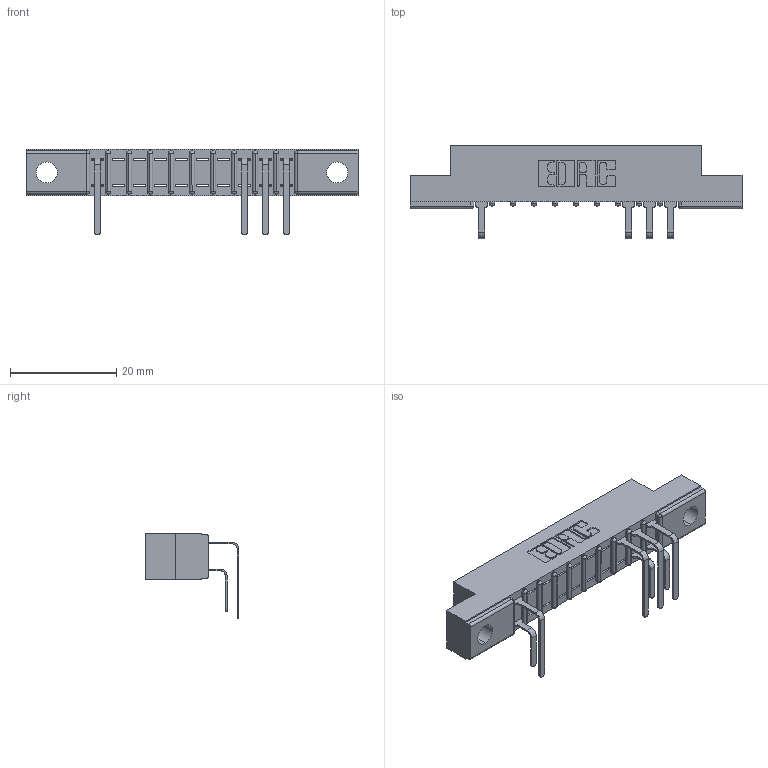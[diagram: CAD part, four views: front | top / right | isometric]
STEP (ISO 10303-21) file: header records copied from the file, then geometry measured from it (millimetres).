
FILE_DESCRIPTION (( 'STEP AP203' ), '1' );
FILE_NAME ('307-020-559-204.STEP', '2018-08-04T02:00:22', ( '' ), ( '' ), 'SwSTEP 2.0', 'SolidWorks 2016', '' );
FILE_SCHEMA (( 'CONFIG_CONTROL_DESIGN' ));
Length unit declared in the file: inch
Products named in the file (4): 307-290-001_558 559 - 1 (Single); 307-290-001_559 - 2 (Single); 307-020-559-204; 307 Part_.156 Dia Mounting Holes
Assembly tree (8 placements, depth 2):
  307-020-559-204
    307 Part_.156 Dia Mounting Holes
    307-290-001_558 559 - 1 (Single)  x3
    307-290-001_559 - 2 (Single)  x4
Bounding box: 62.64 x 17.69 x 16.08 mm (x, y, z)
Volume: 3856.9 mm3; surface area: 5265.5 mm2
Topology: 8 solids, 8 shells, 623 faces, 1769 edges, 1138 vertices
Faces by surface type: plane 393, cylinder 208, sphere 22
Entity records: 14287 total; most frequent: CARTESIAN_POINT 2409, ORIENTED_EDGE 2394, DIRECTION 2351, EDGE_CURVE 1197, LINE 911, VECTOR 911, VERTEX_POINT 778, AXIS2_PLACEMENT_3D 720
